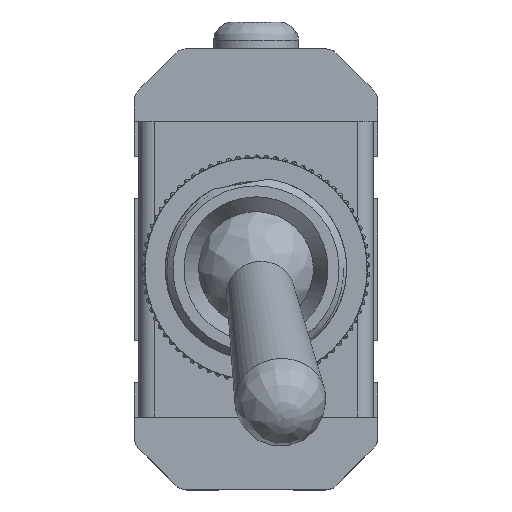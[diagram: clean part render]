
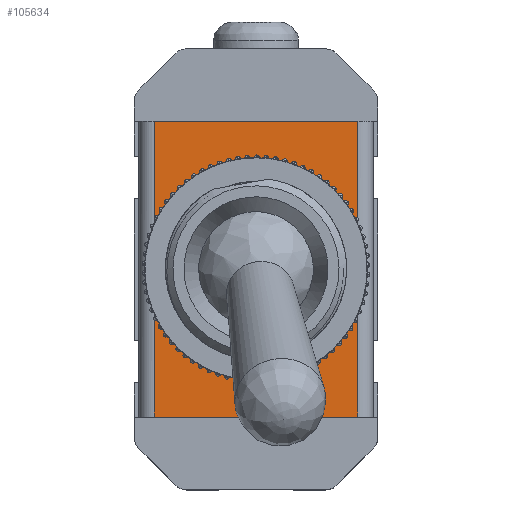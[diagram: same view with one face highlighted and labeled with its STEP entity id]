
A CAD part, top view. The second image highlights one B-rep face of the part: STEP entity #105634.
In plain terms, the highlighted free-form (B-spline) face has degree [1, 1] with [2, 2] control points.
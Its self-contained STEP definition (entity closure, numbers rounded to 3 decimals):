
#72243 = VERTEX_POINT('',#72244);
#72244 = CARTESIAN_POINT('',(0.,6.4,16.));
#72249 = EDGE_CURVE('',#72250,#72243,#72252,.T.);
#72250 = VERTEX_POINT('',#72251);
#72251 = CARTESIAN_POINT('',(6.4,0.,16.));
#72252 = ( BOUNDED_CURVE() B_SPLINE_CURVE(2,(#72253,#72254,#72255,#72256
    ,#72257,#72258,#72259),.UNSPECIFIED.,.F.,.F.) 
B_SPLINE_CURVE_WITH_KNOTS((3,2,2,3),(-3.142,-1.571,
0.,1.571),.UNSPECIFIED.) CURVE() 
GEOMETRIC_REPRESENTATION_ITEM() RATIONAL_B_SPLINE_CURVE((1.,
    0.707,1.,0.707,1.,0.707,1.)) 
REPRESENTATION_ITEM('') );
#72253 = CARTESIAN_POINT('',(6.4,0.,16.));
#72254 = CARTESIAN_POINT('',(6.4,-6.4,16.));
#72255 = CARTESIAN_POINT('',(0.,-6.4,16.));
#72256 = CARTESIAN_POINT('',(-6.4,-6.4,16.));
#72257 = CARTESIAN_POINT('',(-6.4,0.,16.));
#72258 = CARTESIAN_POINT('',(-6.4,6.4,16.));
#72259 = CARTESIAN_POINT('',(0.,6.4,16.));
#72261 = EDGE_CURVE('',#72243,#72250,#72262,.T.);
#72262 = ( BOUNDED_CURVE() B_SPLINE_CURVE(2,(#72263,#72264,#72265),
.UNSPECIFIED.,.F.,.F.) B_SPLINE_CURVE_WITH_KNOTS((3,3),(1.571,
3.142),.PIECEWISE_BEZIER_KNOTS.) CURVE() 
GEOMETRIC_REPRESENTATION_ITEM() RATIONAL_B_SPLINE_CURVE((1.,
0.707,1.)) REPRESENTATION_ITEM('') );
#72263 = CARTESIAN_POINT('',(0.,6.4,16.));
#72264 = CARTESIAN_POINT('',(6.4,6.4,16.));
#72265 = CARTESIAN_POINT('',(6.4,0.,16.));
#105412 = VERTEX_POINT('',#105413);
#105413 = CARTESIAN_POINT('',(6.69,9.725,16.));
#105419 = EDGE_CURVE('',#105420,#105412,#105422,.T.);
#105420 = VERTEX_POINT('',#105421);
#105421 = CARTESIAN_POINT('',(6.69,-9.725,16.));
#105422 = B_SPLINE_CURVE_WITH_KNOTS('',1,(#105423,#105424),
  .UNSPECIFIED.,.F.,.F.,(2,2),(-1.459,0.486),
  .PIECEWISE_BEZIER_KNOTS.);
#105423 = CARTESIAN_POINT('',(6.69,-9.725,16.));
#105424 = CARTESIAN_POINT('',(6.69,9.725,16.));
#105508 = VERTEX_POINT('',#105509);
#105509 = CARTESIAN_POINT('',(-6.69,-9.725,16.));
#105515 = EDGE_CURVE('',#105516,#105508,#105518,.T.);
#105516 = VERTEX_POINT('',#105517);
#105517 = CARTESIAN_POINT('',(-6.69,9.725,16.));
#105518 = B_SPLINE_CURVE_WITH_KNOTS('',1,(#105519,#105520),
  .UNSPECIFIED.,.F.,.F.,(2,2),(-1.459,0.486),
  .PIECEWISE_BEZIER_KNOTS.);
#105519 = CARTESIAN_POINT('',(-6.69,9.725,16.));
#105520 = CARTESIAN_POINT('',(-6.69,-9.725,16.));
#105619 = EDGE_CURVE('',#105508,#105420,#105620,.T.);
#105620 = B_SPLINE_CURVE_WITH_KNOTS('',1,(#105621,#105622),
  .UNSPECIFIED.,.F.,.F.,(2,2),(-1.339,-0.001),
  .PIECEWISE_BEZIER_KNOTS.);
#105621 = CARTESIAN_POINT('',(-6.69,-9.725,16.));
#105622 = CARTESIAN_POINT('',(6.69,-9.725,16.));
#105634 = ADVANCED_FACE('',(#105635,#105645),#105649,.T.);
#105635 = FACE_BOUND('',#105636,.T.);
#105636 = EDGE_LOOP('',(#105637,#105638,#105643,#105644));
#105637 = ORIENTED_EDGE('',*,*,#105419,.T.);
#105638 = ORIENTED_EDGE('',*,*,#105639,.T.);
#105639 = EDGE_CURVE('',#105412,#105516,#105640,.T.);
#105640 = B_SPLINE_CURVE_WITH_KNOTS('',1,(#105641,#105642),
  .UNSPECIFIED.,.F.,.F.,(2,2),(-1.339,-0.001),
  .PIECEWISE_BEZIER_KNOTS.);
#105641 = CARTESIAN_POINT('',(6.69,9.725,16.));
#105642 = CARTESIAN_POINT('',(-6.69,9.725,16.));
#105643 = ORIENTED_EDGE('',*,*,#105515,.T.);
#105644 = ORIENTED_EDGE('',*,*,#105619,.T.);
#105645 = FACE_BOUND('',#105646,.T.);
#105646 = EDGE_LOOP('',(#105647,#105648));
#105647 = ORIENTED_EDGE('',*,*,#72249,.T.);
#105648 = ORIENTED_EDGE('',*,*,#72261,.T.);
#105649 = B_SPLINE_SURFACE_WITH_KNOTS('',1,1,(
    (#105650,#105651)
    ,(#105652,#105653
    )),.UNSPECIFIED.,.F.,.F.,.F.,(2,2),(2,2),(-0.67,0.67),(-0.974,
    0.974),.PIECEWISE_BEZIER_KNOTS.);
#105650 = CARTESIAN_POINT('',(6.7,9.735,16.));
#105651 = CARTESIAN_POINT('',(6.7,-9.735,16.));
#105652 = CARTESIAN_POINT('',(-6.7,9.735,16.));
#105653 = CARTESIAN_POINT('',(-6.7,-9.735,16.));
